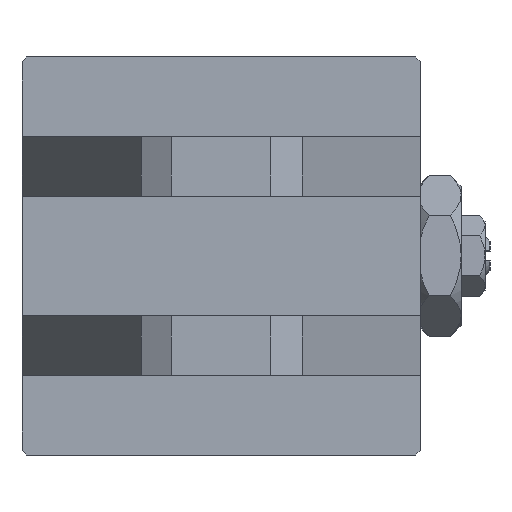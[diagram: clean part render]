
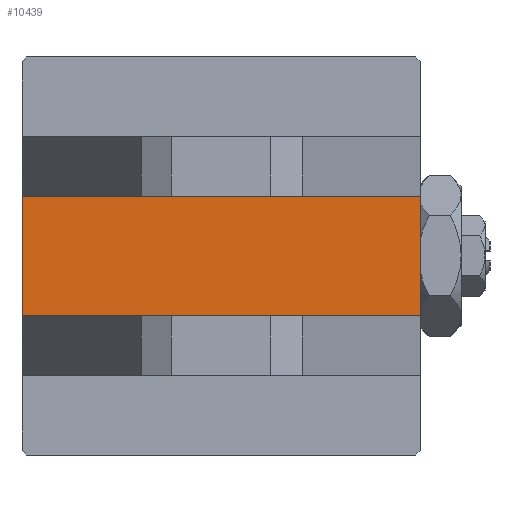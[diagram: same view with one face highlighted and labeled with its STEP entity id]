
A CAD part, left-side view. The second image highlights one B-rep face of the part: STEP entity #10439.
In plain terms, the highlighted planar face has unit normal (-1, 0, 0).
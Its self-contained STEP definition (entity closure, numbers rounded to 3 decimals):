
#128 = CARTESIAN_POINT ( 'NONE',  ( 0., 6., -20. ) ) ;
#314 = CARTESIAN_POINT ( 'NONE',  ( 0., 20., -20. ) ) ;
#1592 = DIRECTION ( 'NONE',  ( 0., 0., 1. ) ) ;
#2192 = DIRECTION ( 'NONE',  ( 0., 0., -1. ) ) ;
#6490 = LINE ( 'NONE', #21841, #19728 ) ;
#6533 = ORIENTED_EDGE ( 'NONE', *, *, #43761, .F. ) ;
#7838 = AXIS2_PLACEMENT_3D ( 'NONE', #22496, #18517, #1592 ) ;
#7974 = DIRECTION ( 'NONE',  ( 0., -1., 0. ) ) ;
#8222 = CARTESIAN_POINT ( 'NONE',  ( 0., -6., 20. ) ) ;
#8659 = VERTEX_POINT ( 'NONE', #41841 ) ;
#10439 = ADVANCED_FACE ( 'NONE', ( #37838 ), #38107, .T. ) ;
#11143 = ORIENTED_EDGE ( 'NONE', *, *, #31723, .T. ) ;
#18517 = DIRECTION ( 'NONE',  ( -1., 0., 0. ) ) ;
#19510 = EDGE_LOOP ( 'NONE', ( #11143, #6533, #45201, #37972 ) ) ;
#19728 = VECTOR ( 'NONE', #42461, 1000. ) ;
#21841 = CARTESIAN_POINT ( 'NONE',  ( 0., 6., 20. ) ) ;
#22496 = CARTESIAN_POINT ( 'NONE',  ( 0., 0., 0. ) ) ;
#23865 = LINE ( 'NONE', #314, #41844 ) ;
#26148 = VERTEX_POINT ( 'NONE', #8222 ) ;
#26570 = EDGE_CURVE ( 'NONE', #8659, #45217, #6490, .T. ) ;
#27821 = LINE ( 'NONE', #43952, #29258 ) ;
#28635 = VECTOR ( 'NONE', #2192, 1000. ) ;
#29258 = VECTOR ( 'NONE', #7974, 1000. ) ;
#31723 = EDGE_CURVE ( 'NONE', #45217, #40698, #23865, .T. ) ;
#32342 = DIRECTION ( 'NONE',  ( 0., -1., 0. ) ) ;
#34040 = EDGE_CURVE ( 'NONE', #8659, #26148, #27821, .T. ) ;
#34737 = LINE ( 'NONE', #42124, #28635 ) ;
#35255 = CARTESIAN_POINT ( 'NONE',  ( 0., -6., -20. ) ) ;
#37838 = FACE_OUTER_BOUND ( 'NONE', #19510, .T. ) ;
#37972 = ORIENTED_EDGE ( 'NONE', *, *, #26570, .T. ) ;
#38107 = PLANE ( 'NONE',  #7838 ) ;
#40698 = VERTEX_POINT ( 'NONE', #35255 ) ;
#41841 = CARTESIAN_POINT ( 'NONE',  ( 0., 6., 20. ) ) ;
#41844 = VECTOR ( 'NONE', #32342, 1000. ) ;
#42124 = CARTESIAN_POINT ( 'NONE',  ( 0., -6., 20. ) ) ;
#42461 = DIRECTION ( 'NONE',  ( 0., 0., -1. ) ) ;
#43761 = EDGE_CURVE ( 'NONE', #26148, #40698, #34737, .T. ) ;
#43952 = CARTESIAN_POINT ( 'NONE',  ( 0., 20., 20. ) ) ;
#45201 = ORIENTED_EDGE ( 'NONE', *, *, #34040, .F. ) ;
#45217 = VERTEX_POINT ( 'NONE', #128 ) ;
